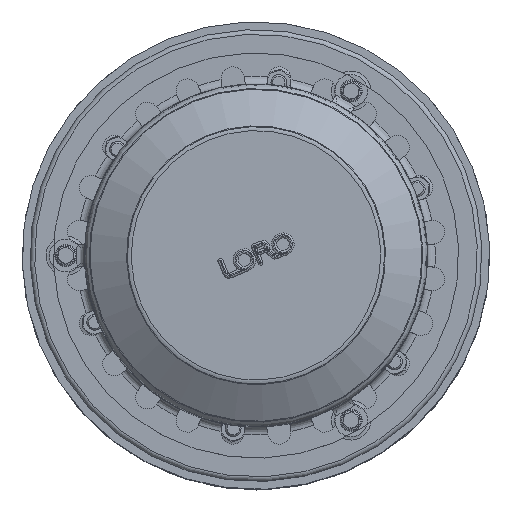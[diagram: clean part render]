
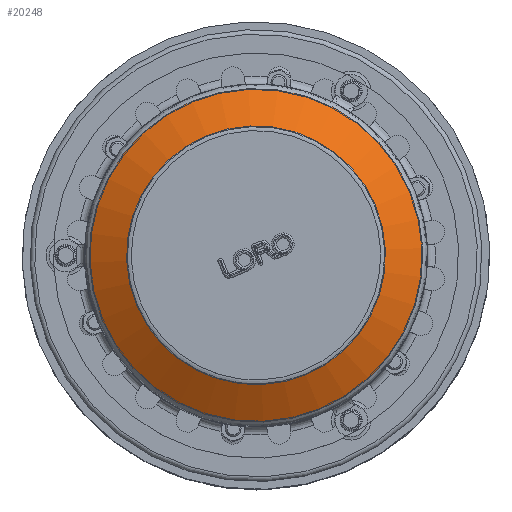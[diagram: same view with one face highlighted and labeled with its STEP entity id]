
A CAD part, top view. The second image highlights one B-rep face of the part: STEP entity #20248.
In plain terms, the highlighted conical face has half-angle 59.744 degrees and reference radius 950.348 mm.
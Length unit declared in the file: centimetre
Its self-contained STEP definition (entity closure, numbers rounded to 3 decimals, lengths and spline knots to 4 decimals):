
#1973=FACE_OUTER_BOUND('',#3360,.T.);
#3360=EDGE_LOOP('',(#14626,#14627,#14628,#14629,#14630,#14631));
#4730=LINE('',#33435,#5887);
#5887=VECTOR('',#25916,95.0348);
#7138=CIRCLE('',#22025,83.0464);
#7141=CIRCLE('',#22028,83.0464);
#7142=CIRCLE('',#22030,107.0232);
#7143=CIRCLE('',#22031,107.0232);
#8636=VERTEX_POINT('',#33423);
#8637=VERTEX_POINT('',#33424);
#8639=VERTEX_POINT('',#33431);
#8640=VERTEX_POINT('',#33432);
#10806=EDGE_CURVE('',#8636,#8637,#7138,.T.);
#10809=EDGE_CURVE('',#8637,#8636,#7141,.T.);
#10810=EDGE_CURVE('',#8639,#8640,#7142,.T.);
#10811=EDGE_CURVE('',#8640,#8639,#7143,.T.);
#10812=EDGE_CURVE('',#8640,#8637,#4730,.T.);
#14626=ORIENTED_EDGE('',*,*,#10810,.F.);
#14627=ORIENTED_EDGE('',*,*,#10811,.F.);
#14628=ORIENTED_EDGE('',*,*,#10812,.T.);
#14629=ORIENTED_EDGE('',*,*,#10809,.T.);
#14630=ORIENTED_EDGE('',*,*,#10806,.T.);
#14631=ORIENTED_EDGE('',*,*,#10812,.F.);
#19586=CONICAL_SURFACE('',#22029,95.0348,1.043);
#20248=ADVANCED_FACE('',(#1973),#19586,.T.);
#22025=AXIS2_PLACEMENT_3D('',#33425,#25902,#25903);
#22028=AXIS2_PLACEMENT_3D('',#33429,#25908,#25909);
#22029=AXIS2_PLACEMENT_3D('',#33430,#25910,#25911);
#22030=AXIS2_PLACEMENT_3D('',#33433,#25912,#25913);
#22031=AXIS2_PLACEMENT_3D('',#33434,#25914,#25915);
#25902=DIRECTION('center_axis',(0.,-1.,0.));
#25903=DIRECTION('ref_axis',(1.,0.,0.));
#25908=DIRECTION('center_axis',(0.,-1.,0.));
#25909=DIRECTION('ref_axis',(1.,0.,0.));
#25910=DIRECTION('center_axis',(0.,-1.,0.));
#25911=DIRECTION('ref_axis',(-1.,0.,0.));
#25912=DIRECTION('center_axis',(0.,-1.,0.));
#25913=DIRECTION('ref_axis',(1.,0.,0.));
#25914=DIRECTION('center_axis',(0.,-1.,0.));
#25915=DIRECTION('ref_axis',(1.,0.,0.));
#25916=DIRECTION('',(-0.864,0.504,0.));
#33423=CARTESIAN_POINT('',(943.1671,424.2926,84.6714));
#33424=CARTESIAN_POINT('',(1026.2135,424.2926,1.625));
#33425=CARTESIAN_POINT('Origin',(943.1671,424.2926,1.625));
#33429=CARTESIAN_POINT('Origin',(943.1671,424.2926,1.625));
#33430=CARTESIAN_POINT('Origin',(943.1671,417.2994,1.625));
#33431=CARTESIAN_POINT('',(943.1671,410.3061,108.6482));
#33432=CARTESIAN_POINT('',(1050.1903,410.3061,1.625));
#33433=CARTESIAN_POINT('Origin',(943.1671,410.3061,1.625));
#33434=CARTESIAN_POINT('Origin',(943.1671,410.3061,1.625));
#33435=CARTESIAN_POINT('',(1038.2019,417.2994,1.625));
